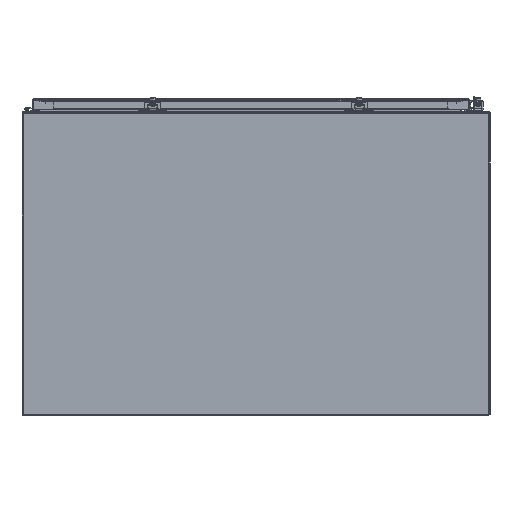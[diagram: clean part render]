
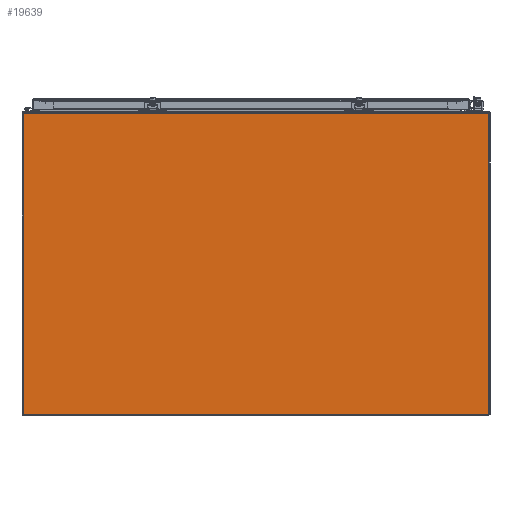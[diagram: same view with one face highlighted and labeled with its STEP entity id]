
A CAD part, front view. The second image highlights one B-rep face of the part: STEP entity #19639.
In plain terms, the highlighted face is planar.
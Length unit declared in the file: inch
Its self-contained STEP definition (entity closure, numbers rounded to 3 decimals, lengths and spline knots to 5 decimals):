
#742=PLANE($,#20814);
#1421=FACE_OUTER_BOUND($,#2492,.T.);
#2492=EDGE_LOOP($,(#13390,#13391,#13392,#13393));
#4562=LINE($,#28783,#6488);
#4568=LINE($,#28801,#6494);
#4571=LINE($,#28807,#6497);
#4572=LINE($,#28808,#6498);
#6488=VECTOR($,#23104,36.9376);
#6494=VECTOR($,#23128,23.90635);
#6497=VECTOR($,#23133,23.90635);
#6498=VECTOR($,#23134,36.9376);
#8336=VERTEX_POINT($,#28780);
#8337=VERTEX_POINT($,#28782);
#8340=VERTEX_POINT($,#28800);
#8342=VERTEX_POINT($,#28806);
#10294=EDGE_CURVE($,#8337,#8336,#4562,.T.);
#10303=EDGE_CURVE($,#8337,#8340,#4568,.T.);
#10306=EDGE_CURVE($,#8342,#8336,#4571,.T.);
#10307=EDGE_CURVE($,#8340,#8342,#4572,.T.);
#13390=ORIENTED_EDGE($,*,*,#10294,.T.);
#13391=ORIENTED_EDGE($,*,*,#10306,.F.);
#13392=ORIENTED_EDGE($,*,*,#10307,.F.);
#13393=ORIENTED_EDGE($,*,*,#10303,.F.);
#19639=ADVANCED_FACE($,(#1421),#742,.T.);
#20814=AXIS2_PLACEMENT_3D($,#28805,#23131,#23132);
#23104=DIRECTION($,(1.,0.,0.));
#23128=DIRECTION($,(0.,1.,0.));
#23131=DIRECTION('center_axis',(0.,0.,1.));
#23132=DIRECTION('ref_axis',(1.,0.,0.));
#23133=DIRECTION($,(0.,-1.,0.));
#23134=DIRECTION($,(1.,0.,0.));
#28780=CARTESIAN_POINT('',(18.4688,-11.8907,0.0937));
#28782=CARTESIAN_POINT('',(-18.4688,-11.8907,0.0937));
#28783=CARTESIAN_POINT($,(-9.2344,-11.8907,0.0937));
#28800=CARTESIAN_POINT('',(-18.4688,12.01565,0.0937));
#28801=CARTESIAN_POINT($,(-18.4688,-12.01565,0.0937));
#28805=CARTESIAN_POINT('Origin',(0.,0.,
0.0937));
#28806=CARTESIAN_POINT('',(18.4688,12.01565,0.0937));
#28807=CARTESIAN_POINT($,(18.4688,12.01565,0.0937));
#28808=CARTESIAN_POINT($,(-18.4688,12.01565,0.0937));
